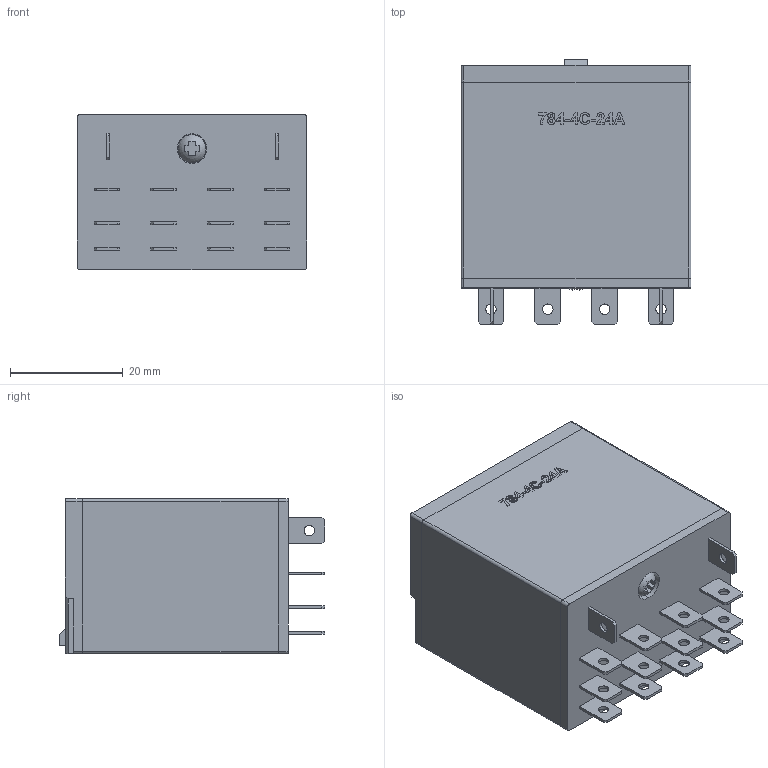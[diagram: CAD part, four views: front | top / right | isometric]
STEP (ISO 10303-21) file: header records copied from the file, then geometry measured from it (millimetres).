
FILE_DESCRIPTION (( 'STEP AP214' ), '1' );
FILE_NAME ('784-4C-24A.STEP', '2013-11-26T19:31:55', ( '' ), ( '' ), 'SwSTEP 2.0', 'SolidWorks 2013', '' );
FILE_SCHEMA (( 'AUTOMOTIVE_DESIGN' ));
Length unit declared in the file: millimetre
Products named in the file (1): 784-4C-24A
Bounding box: 40.75 x 47.1 x 27.62 mm (x, y, z)
Volume: 43977.1 mm3; surface area: 13566.6 mm2
Topology: 18 solids, 18 shells, 407 faces, 1015 edges, 673 vertices
Faces by surface type: plane 313, cylinder 56, bspline 37, sphere 1
Entity records: 18596 total; most frequent: CARTESIAN_POINT 4306, ORIENTED_EDGE 2026, DIRECTION 1805, EDGE_CURVE 1013, LINE 815, VECTOR 815, VERTEX_POINT 672, AXIS2_PLACEMENT_3D 495
